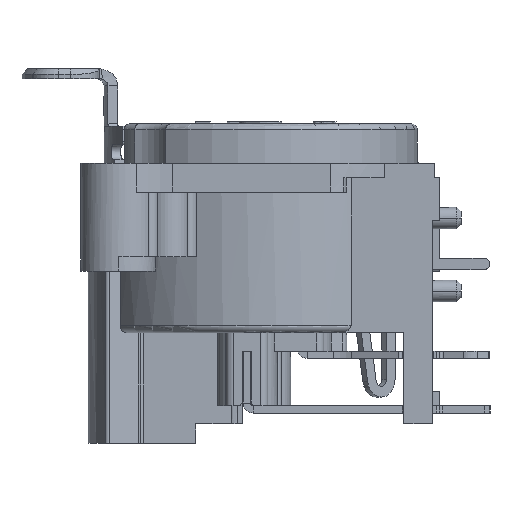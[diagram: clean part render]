
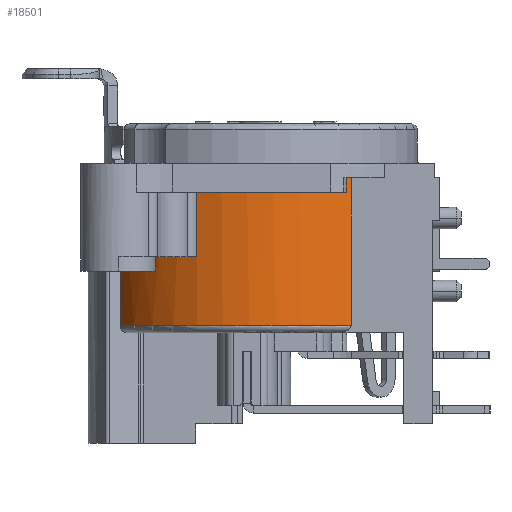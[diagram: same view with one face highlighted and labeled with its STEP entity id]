
A CAD part, left-side view. The second image highlights one B-rep face of the part: STEP entity #18501.
In plain terms, the highlighted cylindrical face has radius 11 mm (diameter 22 mm), a partial arc.
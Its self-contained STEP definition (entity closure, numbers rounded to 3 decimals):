
#1704=DIRECTION('',(0.,0.,-1.));
#1705=VECTOR('',#1704,10.3);
#1706=CARTESIAN_POINT('',(-9.,-6.325,4.5));
#1707=LINE('',#1706,#1705);
#1708=DIRECTION('',(0.,0.,-1.));
#1709=VECTOR('',#1708,4.5);
#1710=CARTESIAN_POINT('',(-6.06,9.18,3.5));
#1711=LINE('',#1710,#1709);
#1712=DIRECTION('',(0.,0.,1.));
#1713=VECTOR('',#1712,4.5);
#1714=CARTESIAN_POINT('',(-10.073,4.42,-1.));
#1715=LINE('',#1714,#1713);
#1716=CARTESIAN_POINT('',(0.,0.,4.5));
#1717=DIRECTION('',(0.,0.,1.));
#1718=DIRECTION('',(-0.838,-0.545,0.));
#1719=AXIS2_PLACEMENT_3D('',#1716,#1717,#1718);
#1759=CARTESIAN_POINT('',(0.,0.,-1.));
#1760=DIRECTION('',(0.,0.,-1.));
#1761=DIRECTION('',(-0.916,0.402,0.));
#1762=AXIS2_PLACEMENT_3D('',#1759,#1760,#1761);
#6470=CARTESIAN_POINT('',(0.,0.,3.5));
#6471=DIRECTION('',(0.,0.,-1.));
#6472=DIRECTION('',(-0.551,0.835,0.));
#6473=AXIS2_PLACEMENT_3D('',#6470,#6471,#6472);
#6514=CARTESIAN_POINT('',(0.,0.,3.5));
#6515=DIRECTION('',(0.,0.,-1.));
#6516=DIRECTION('',(-0.838,-0.545,0.));
#6517=AXIS2_PLACEMENT_3D('',#6514,#6515,#6516);
#6567=DIRECTION('',(0.,0.,-1.));
#6568=VECTOR('',#6567,9.3);
#6569=CARTESIAN_POINT('',(-5.056,9.769,3.5));
#6570=LINE('',#6569,#6568);
#6585=CARTESIAN_POINT('',(0.,0.,-5.8));
#6586=DIRECTION('',(0.,0.,-1.));
#6587=DIRECTION('',(-0.818,-0.575,0.));
#6588=AXIS2_PLACEMENT_3D('',#6585,#6586,#6587);
#10142=DIRECTION('',(0.,0.,-1.));
#10143=VECTOR('',#10142,1.);
#10144=CARTESIAN_POINT('',(-9.22,-6.,4.5));
#10145=LINE('',#10144,#10143);
#14169=CARTESIAN_POINT('',(-6.06,9.18,3.5));
#14170=CARTESIAN_POINT('',(-5.056,9.769,3.5));
#14171=VERTEX_POINT('',#14169);
#14172=VERTEX_POINT('',#14170);
#14191=CARTESIAN_POINT('',(-6.06,9.18,-1.));
#14192=VERTEX_POINT('',#14191);
#14367=CARTESIAN_POINT('',(-9.,-6.325,-5.8));
#14368=CARTESIAN_POINT('',(-5.056,9.769,-5.8));
#14369=VERTEX_POINT('',#14367);
#14370=VERTEX_POINT('',#14368);
#14373=CARTESIAN_POINT('',(-9.22,-6.,3.5));
#14375=VERTEX_POINT('',#14373);
#14561=CARTESIAN_POINT('',(-10.073,4.42,-1.));
#14562=CARTESIAN_POINT('',(-10.073,4.42,3.5));
#14563=VERTEX_POINT('',#14561);
#14564=VERTEX_POINT('',#14562);
#15092=CARTESIAN_POINT('',(-9.22,-6.,4.5));
#15093=CARTESIAN_POINT('',(-9.,-6.325,4.5));
#15094=VERTEX_POINT('',#15092);
#15095=VERTEX_POINT('',#15093);
#18475=CARTESIAN_POINT('',(0.,0.,-13.693));
#18476=DIRECTION('',(0.,0.,1.));
#18477=DIRECTION('',(0.,-1.,0.));
#18478=AXIS2_PLACEMENT_3D('',#18475,#18476,#18477);
#18479=CYLINDRICAL_SURFACE('',#18478,11.);
#18481=ORIENTED_EDGE('',*,*,#18480,.T.);
#18483=ORIENTED_EDGE('',*,*,#18482,.T.);
#18485=ORIENTED_EDGE('',*,*,#18484,.F.);
#18487=ORIENTED_EDGE('',*,*,#18486,.F.);
#18489=ORIENTED_EDGE('',*,*,#18488,.T.);
#18491=ORIENTED_EDGE('',*,*,#18490,.F.);
#18493=ORIENTED_EDGE('',*,*,#18492,.T.);
#18495=ORIENTED_EDGE('',*,*,#18494,.F.);
#18497=ORIENTED_EDGE('',*,*,#18496,.F.);
#18498=ORIENTED_EDGE('',*,*,#18368,.T.);
#18499=EDGE_LOOP('',(#18481,#18483,#18485,#18487,#18489,#18491,#18493,#18495,
#18497,#18498));
#18500=FACE_OUTER_BOUND('',#18499,.F.);
#18501=ADVANCED_FACE('',(#18500),#18479,.T.);
#1720=CIRCLE('',#1719,11.);
#1763=CIRCLE('',#1762,11.);
#6474=CIRCLE('',#6473,11.);
#6518=CIRCLE('',#6517,11.);
#6589=CIRCLE('',#6588,11.);
#18368=EDGE_CURVE('',#15094,#15095,#1720,.T.);
#18480=EDGE_CURVE('',#15095,#14369,#1707,.T.);
#18482=EDGE_CURVE('',#14369,#14370,#6589,.T.);
#18484=EDGE_CURVE('',#14172,#14370,#6570,.T.);
#18486=EDGE_CURVE('',#14171,#14172,#6474,.T.);
#18488=EDGE_CURVE('',#14171,#14192,#1711,.T.);
#18490=EDGE_CURVE('',#14563,#14192,#1763,.T.);
#18492=EDGE_CURVE('',#14563,#14564,#1715,.T.);
#18494=EDGE_CURVE('',#14375,#14564,#6518,.T.);
#18496=EDGE_CURVE('',#15094,#14375,#10145,.T.);
